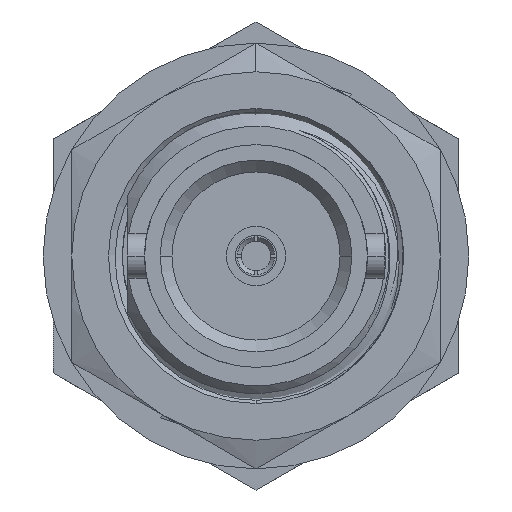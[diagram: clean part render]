
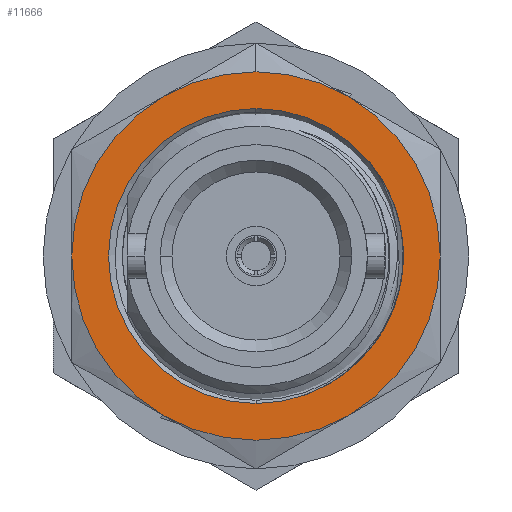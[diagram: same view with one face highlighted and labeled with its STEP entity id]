
A CAD part, left-side view. The second image highlights one B-rep face of the part: STEP entity #11666.
In plain terms, the highlighted planar face has unit normal (-1, 0, 0).
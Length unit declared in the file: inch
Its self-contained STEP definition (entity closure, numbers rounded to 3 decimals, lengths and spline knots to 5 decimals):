
#70 = VERTEX_POINT ( 'NONE', #11195 ) ;
#331 = CARTESIAN_POINT ( 'NONE',  ( 0.411, 0.15625, 0.27063 ) ) ;
#475 = CARTESIAN_POINT ( 'NONE',  ( 0.411, 0.3125, 0. ) ) ;
#630 = CIRCLE ( 'NONE', #17186, 0.3125 ) ;
#1210 = DIRECTION ( 'NONE',  ( -1., 0., 0. ) ) ;
#1266 = CARTESIAN_POINT ( 'NONE',  ( 0.411, 0., 0. ) ) ;
#1457 = CIRCLE ( 'NONE', #15929, 0.25015 ) ;
#2583 = AXIS2_PLACEMENT_3D ( 'NONE', #18339, #18397, #5857 ) ;
#2664 = DIRECTION ( 'NONE',  ( -1., 0., 0. ) ) ;
#2679 = ORIENTED_EDGE ( 'NONE', *, *, #3158, .T. ) ;
#2735 = FACE_OUTER_BOUND ( 'NONE', #17721, .T. ) ;
#3158 = EDGE_CURVE ( 'NONE', #14374, #18184, #14717, .T. ) ;
#3249 = ORIENTED_EDGE ( 'NONE', *, *, #9590, .F. ) ;
#3318 = DIRECTION ( 'NONE',  ( 0., 0., 1. ) ) ;
#3373 = EDGE_CURVE ( 'NONE', #70, #18062, #1457, .T. ) ;
#3432 = ORIENTED_EDGE ( 'NONE', *, *, #10596, .T. ) ;
#3440 = CARTESIAN_POINT ( 'NONE',  ( 0.411, 0., 0. ) ) ;
#3657 = FACE_BOUND ( 'NONE', #12233, .T. ) ;
#4062 = AXIS2_PLACEMENT_3D ( 'NONE', #4138, #16979, #11365 ) ;
#4138 = CARTESIAN_POINT ( 'NONE',  ( 0.411, 0., 0. ) ) ;
#4274 = AXIS2_PLACEMENT_3D ( 'NONE', #1266, #18293, #14051 ) ;
#4288 = VERTEX_POINT ( 'NONE', #7733 ) ;
#5073 = DIRECTION ( 'NONE',  ( -1., 0., 0. ) ) ;
#5291 = DIRECTION ( 'NONE',  ( 0., 0., 1. ) ) ;
#5363 = DIRECTION ( 'NONE',  ( 0., 0., 1. ) ) ;
#5468 = EDGE_CURVE ( 'NONE', #15654, #4288, #18175, .T. ) ;
#5496 = PLANE ( 'NONE',  #4274 ) ;
#5696 = CARTESIAN_POINT ( 'NONE',  ( 0.411, 0., 0. ) ) ;
#5802 = ORIENTED_EDGE ( 'NONE', *, *, #17085, .T. ) ;
#5857 = DIRECTION ( 'NONE',  ( 0., 0., 1. ) ) ;
#6052 = VERTEX_POINT ( 'NONE', #7950 ) ;
#6453 = ORIENTED_EDGE ( 'NONE', *, *, #7413, .T. ) ;
#6646 = CARTESIAN_POINT ( 'NONE',  ( 0.411, 0., 0. ) ) ;
#7413 = EDGE_CURVE ( 'NONE', #4288, #14374, #11679, .T. ) ;
#7422 = DIRECTION ( 'NONE',  ( 0., 0., 1. ) ) ;
#7479 = ORIENTED_EDGE ( 'NONE', *, *, #5468, .T. ) ;
#7727 = DIRECTION ( 'NONE',  ( 0., 0., 1. ) ) ;
#7733 = CARTESIAN_POINT ( 'NONE',  ( 0.411, 0.15625, -0.27063 ) ) ;
#7782 = AXIS2_PLACEMENT_3D ( 'NONE', #5696, #2664, #18370 ) ;
#7848 = DIRECTION ( 'NONE',  ( -1., 0., 0. ) ) ;
#7950 = CARTESIAN_POINT ( 'NONE',  ( 0.411, -0.15625, 0.27063 ) ) ;
#8293 = CARTESIAN_POINT ( 'NONE',  ( 0.411, 0., 0.25015 ) ) ;
#8356 = AXIS2_PLACEMENT_3D ( 'NONE', #12995, #8821, #7422 ) ;
#8821 = DIRECTION ( 'NONE',  ( -1., 0., 0. ) ) ;
#8919 = DIRECTION ( 'NONE',  ( -1., 0., 0. ) ) ;
#9091 = CIRCLE ( 'NONE', #4062, 0.3125 ) ;
#9590 = EDGE_CURVE ( 'NONE', #18062, #70, #12155, .T. ) ;
#10596 = EDGE_CURVE ( 'NONE', #15052, #15654, #630, .T. ) ;
#10619 = ORIENTED_EDGE ( 'NONE', *, *, #3373, .F. ) ;
#10847 = CARTESIAN_POINT ( 'NONE',  ( 0.411, -0.3125, 0. ) ) ;
#11138 = CIRCLE ( 'NONE', #7782, 0.3125 ) ;
#11195 = CARTESIAN_POINT ( 'NONE',  ( 0.411, 0., -0.25015 ) ) ;
#11244 = AXIS2_PLACEMENT_3D ( 'NONE', #6646, #15110, #5363 ) ;
#11365 = DIRECTION ( 'NONE',  ( 0., 0., 1. ) ) ;
#11666 = ADVANCED_FACE ( 'NONE', ( #3657, #2735 ), #5496, .T. ) ;
#11679 = CIRCLE ( 'NONE', #13584, 0.3125 ) ;
#12155 = CIRCLE ( 'NONE', #11244, 0.25015 ) ;
#12233 = EDGE_LOOP ( 'NONE', ( #10619, #3249 ) ) ;
#12324 = EDGE_CURVE ( 'NONE', #6052, #14504, #9091, .T. ) ;
#12995 = CARTESIAN_POINT ( 'NONE',  ( 0.411, 0., 0. ) ) ;
#13022 = EDGE_CURVE ( 'NONE', #18184, #6052, #14474, .T. ) ;
#13233 = CARTESIAN_POINT ( 'NONE',  ( 0.411, -0.15625, -0.27063 ) ) ;
#13584 = AXIS2_PLACEMENT_3D ( 'NONE', #17626, #5073, #7727 ) ;
#13744 = CARTESIAN_POINT ( 'NONE',  ( 0.411, 0., 0. ) ) ;
#14051 = DIRECTION ( 'NONE',  ( 0., 0., 1. ) ) ;
#14374 = VERTEX_POINT ( 'NONE', #13233 ) ;
#14474 = CIRCLE ( 'NONE', #17446, 0.3125 ) ;
#14504 = VERTEX_POINT ( 'NONE', #17669 ) ;
#14717 = CIRCLE ( 'NONE', #8356, 0.3125 ) ;
#15052 = VERTEX_POINT ( 'NONE', #331 ) ;
#15110 = DIRECTION ( 'NONE',  ( -1., 0., 0. ) ) ;
#15654 = VERTEX_POINT ( 'NONE', #475 ) ;
#15929 = AXIS2_PLACEMENT_3D ( 'NONE', #16848, #1210, #18287 ) ;
#16151 = ORIENTED_EDGE ( 'NONE', *, *, #12324, .T. ) ;
#16682 = ORIENTED_EDGE ( 'NONE', *, *, #13022, .T. ) ;
#16848 = CARTESIAN_POINT ( 'NONE',  ( 0.411, 0., 0. ) ) ;
#16979 = DIRECTION ( 'NONE',  ( -1., 0., 0. ) ) ;
#17085 = EDGE_CURVE ( 'NONE', #14504, #15052, #11138, .T. ) ;
#17186 = AXIS2_PLACEMENT_3D ( 'NONE', #13744, #7848, #5291 ) ;
#17446 = AXIS2_PLACEMENT_3D ( 'NONE', #3440, #8919, #3318 ) ;
#17626 = CARTESIAN_POINT ( 'NONE',  ( 0.411, 0., 0. ) ) ;
#17669 = CARTESIAN_POINT ( 'NONE',  ( 0.411, 0., 0.3125 ) ) ;
#17721 = EDGE_LOOP ( 'NONE', ( #16151, #5802, #3432, #7479, #6453, #2679, #16682 ) ) ;
#18062 = VERTEX_POINT ( 'NONE', #8293 ) ;
#18175 = CIRCLE ( 'NONE', #2583, 0.3125 ) ;
#18184 = VERTEX_POINT ( 'NONE', #10847 ) ;
#18287 = DIRECTION ( 'NONE',  ( 0., 0., 1. ) ) ;
#18293 = DIRECTION ( 'NONE',  ( -1., 0., 0. ) ) ;
#18339 = CARTESIAN_POINT ( 'NONE',  ( 0.411, 0., 0. ) ) ;
#18370 = DIRECTION ( 'NONE',  ( 0., 0., 1. ) ) ;
#18397 = DIRECTION ( 'NONE',  ( -1., 0., 0. ) ) ;
